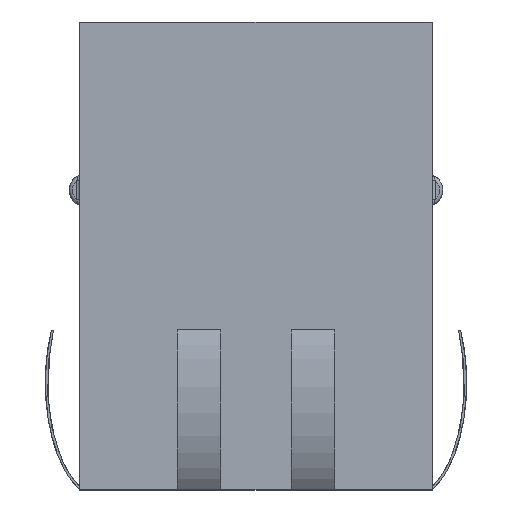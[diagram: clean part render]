
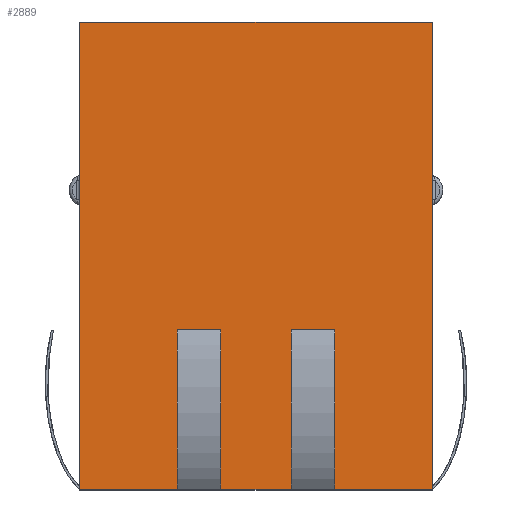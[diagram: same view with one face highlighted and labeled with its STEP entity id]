
A CAD part, top view. The second image highlights one B-rep face of the part: STEP entity #2889.
In plain terms, the highlighted planar face has unit normal (0, 0, 1).
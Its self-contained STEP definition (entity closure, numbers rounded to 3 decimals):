
#582=DIRECTION('',(0.,1.,0.));
#583=VECTOR('',#582,21.59);
#584=CARTESIAN_POINT('',(8.13,-10.8,13.84));
#585=LINE('',#584,#583);
#696=DIRECTION('',(1.,0.,0.));
#697=VECTOR('',#696,16.26);
#698=CARTESIAN_POINT('',(-8.13,10.79,13.84));
#699=LINE('',#698,#697);
#703=DIRECTION('',(-1.,0.,0.));
#704=VECTOR('',#703,16.26);
#705=CARTESIAN_POINT('',(8.13,-10.8,13.84));
#706=LINE('',#705,#704);
#710=DIRECTION('',(0.,1.,0.));
#711=VECTOR('',#710,21.59);
#712=CARTESIAN_POINT('',(-8.13,-10.8,13.84));
#713=LINE('',#712,#711);
#717=DIRECTION('',(0.,1.,0.));
#718=VECTOR('',#717,0.147);
#719=CARTESIAN_POINT('',(3.63,-10.785,13.84));
#720=LINE('',#719,#718);
#724=DIRECTION('',(-1.,0.,0.));
#725=VECTOR('',#724,2.);
#726=CARTESIAN_POINT('',(3.63,-10.638,13.84));
#727=LINE('',#726,#725);
#731=DIRECTION('',(0.,1.,0.));
#732=VECTOR('',#731,0.147);
#733=CARTESIAN_POINT('',(1.63,-10.785,13.84));
#734=LINE('',#733,#732);
#738=DIRECTION('',(-1.,0.,0.));
#739=VECTOR('',#738,2.);
#740=CARTESIAN_POINT('',(3.63,-10.785,13.84));
#741=LINE('',#740,#739);
#745=DIRECTION('',(0.,1.,0.));
#746=VECTOR('',#745,0.147);
#747=CARTESIAN_POINT('',(-3.63,-10.785,13.84));
#748=LINE('',#747,#746);
#752=DIRECTION('',(-1.,0.,0.));
#753=VECTOR('',#752,2.);
#754=CARTESIAN_POINT('',(-1.63,-10.785,13.84));
#755=LINE('',#754,#753);
#759=DIRECTION('',(0.,1.,0.));
#760=VECTOR('',#759,0.147);
#761=CARTESIAN_POINT('',(-1.63,-10.785,13.84));
#762=LINE('',#761,#760);
#766=DIRECTION('',(-1.,0.,0.));
#767=VECTOR('',#766,2.);
#768=CARTESIAN_POINT('',(-1.63,-10.638,13.84));
#769=LINE('',#768,#767);
#1334=CARTESIAN_POINT('',(-3.63,-10.785,13.84));
#1356=CARTESIAN_POINT('',(-3.63,-10.638,13.84));
#1382=CARTESIAN_POINT('',(-1.63,-10.785,13.84));
#1411=CARTESIAN_POINT('',(-1.63,-10.638,13.84));
#2296=CARTESIAN_POINT('',(-8.13,-10.8,13.84));
#2297=CARTESIAN_POINT('',(-8.13,10.79,13.84));
#2298=VERTEX_POINT('',#2296);
#2299=VERTEX_POINT('',#2297);
#2300=CARTESIAN_POINT('',(8.13,-10.8,13.84));
#2301=CARTESIAN_POINT('',(8.13,10.79,13.84));
#2302=VERTEX_POINT('',#2300);
#2303=VERTEX_POINT('',#2301);
#2320=CARTESIAN_POINT('',(3.63,-10.785,13.84));
#2321=CARTESIAN_POINT('',(3.63,-10.638,13.84));
#2322=VERTEX_POINT('',#2320);
#2323=VERTEX_POINT('',#2321);
#2324=CARTESIAN_POINT('',(1.63,-10.785,13.84));
#2325=CARTESIAN_POINT('',(1.63,-10.638,13.84));
#2326=VERTEX_POINT('',#2324);
#2327=VERTEX_POINT('',#2325);
#2336=VERTEX_POINT('',#1334);
#2337=VERTEX_POINT('',#1356);
#2338=VERTEX_POINT('',#1382);
#2339=VERTEX_POINT('',#1411);
#2856=CARTESIAN_POINT('',(-7.88,-10.8,13.84));
#2857=DIRECTION('',(0.,0.,1.));
#2858=DIRECTION('',(1.,0.,0.));
#2859=AXIS2_PLACEMENT_3D('',#2856,#2857,#2858);
#2860=PLANE('',#2859);
#2862=ORIENTED_EDGE('',*,*,#2861,.T.);
#2863=ORIENTED_EDGE('',*,*,#2822,.F.);
#2864=ORIENTED_EDGE('',*,*,#2421,.T.);
#2866=ORIENTED_EDGE('',*,*,#2865,.T.);
#2867=EDGE_LOOP('',(#2862,#2863,#2864,#2866));
#2868=FACE_OUTER_BOUND('',#2867,.F.);
#2870=ORIENTED_EDGE('',*,*,#2869,.T.);
#2872=ORIENTED_EDGE('',*,*,#2871,.T.);
#2874=ORIENTED_EDGE('',*,*,#2873,.F.);
#2876=ORIENTED_EDGE('',*,*,#2875,.F.);
#2877=EDGE_LOOP('',(#2870,#2872,#2874,#2876));
#2878=FACE_BOUND('',#2877,.F.);
#2880=ORIENTED_EDGE('',*,*,#2879,.F.);
#2882=ORIENTED_EDGE('',*,*,#2881,.F.);
#2884=ORIENTED_EDGE('',*,*,#2883,.T.);
#2886=ORIENTED_EDGE('',*,*,#2885,.T.);
#2887=EDGE_LOOP('',(#2880,#2882,#2884,#2886));
#2888=FACE_BOUND('',#2887,.F.);
#2889=ADVANCED_FACE('',(#2868,#2878,#2888),#2860,.T.);
#2421=EDGE_CURVE('',#2302,#2298,#706,.T.);
#2822=EDGE_CURVE('',#2302,#2303,#585,.T.);
#2861=EDGE_CURVE('',#2299,#2303,#699,.T.);
#2865=EDGE_CURVE('',#2298,#2299,#713,.T.);
#2869=EDGE_CURVE('',#2322,#2323,#720,.T.);
#2871=EDGE_CURVE('',#2323,#2327,#727,.T.);
#2873=EDGE_CURVE('',#2326,#2327,#734,.T.);
#2875=EDGE_CURVE('',#2322,#2326,#741,.T.);
#2879=EDGE_CURVE('',#2336,#2337,#748,.T.);
#2881=EDGE_CURVE('',#2338,#2336,#755,.T.);
#2883=EDGE_CURVE('',#2338,#2339,#762,.T.);
#2885=EDGE_CURVE('',#2339,#2337,#769,.T.);
